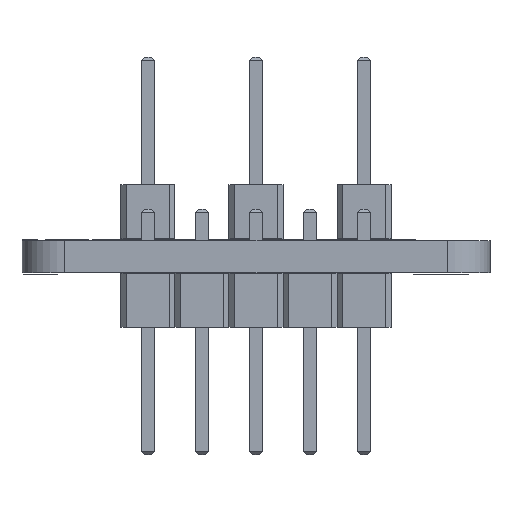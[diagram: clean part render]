
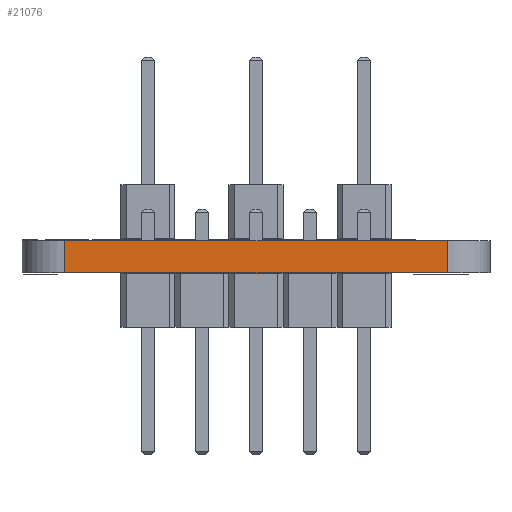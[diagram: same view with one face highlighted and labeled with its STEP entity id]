
A CAD part, front view. The second image highlights one B-rep face of the part: STEP entity #21076.
In plain terms, the highlighted planar face has unit normal (0, -1, 0).
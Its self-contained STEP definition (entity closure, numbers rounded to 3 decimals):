
#20407 = VERTEX_POINT('',#20408);
#20408 = CARTESIAN_POINT('',(-9.002,-11.,0.));
#20415 = EDGE_CURVE('',#20416,#20407,#20418,.T.);
#20416 = VERTEX_POINT('',#20417);
#20417 = CARTESIAN_POINT('',(8.998,-11.,0.));
#20418 = LINE('',#20419,#20420);
#20419 = CARTESIAN_POINT('',(8.998,-11.,0.));
#20420 = VECTOR('',#20421,1.);
#20421 = DIRECTION('',(-1.,0.,0.));
#20744 = VERTEX_POINT('',#20745);
#20745 = CARTESIAN_POINT('',(-9.002,-11.,1.51));
#20752 = EDGE_CURVE('',#20753,#20744,#20755,.T.);
#20753 = VERTEX_POINT('',#20754);
#20754 = CARTESIAN_POINT('',(8.998,-11.,1.51));
#20755 = LINE('',#20756,#20757);
#20756 = CARTESIAN_POINT('',(8.998,-11.,1.51));
#20757 = VECTOR('',#20758,1.);
#20758 = DIRECTION('',(-1.,0.,0.));
#21048 = EDGE_CURVE('',#20416,#20753,#21049,.T.);
#21049 = LINE('',#21050,#21051);
#21050 = CARTESIAN_POINT('',(8.998,-11.,0.));
#21051 = VECTOR('',#21052,1.);
#21052 = DIRECTION('',(0.,0.,1.));
#21076 = ADVANCED_FACE('',(#21077),#21088,.T.);
#21077 = FACE_BOUND('',#21078,.T.);
#21078 = EDGE_LOOP('',(#21079,#21080,#21081,#21087));
#21079 = ORIENTED_EDGE('',*,*,#21048,.T.);
#21080 = ORIENTED_EDGE('',*,*,#20752,.T.);
#21081 = ORIENTED_EDGE('',*,*,#21082,.F.);
#21082 = EDGE_CURVE('',#20407,#20744,#21083,.T.);
#21083 = LINE('',#21084,#21085);
#21084 = CARTESIAN_POINT('',(-9.002,-11.,0.));
#21085 = VECTOR('',#21086,1.);
#21086 = DIRECTION('',(0.,0.,1.));
#21087 = ORIENTED_EDGE('',*,*,#20415,.F.);
#21088 = PLANE('',#21089);
#21089 = AXIS2_PLACEMENT_3D('',#21090,#21091,#21092);
#21090 = CARTESIAN_POINT('',(8.998,-11.,0.));
#21091 = DIRECTION('',(0.,-1.,0.));
#21092 = DIRECTION('',(-1.,0.,0.));
